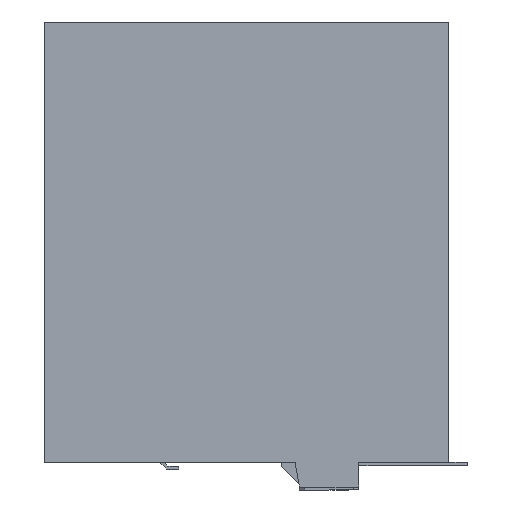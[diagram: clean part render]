
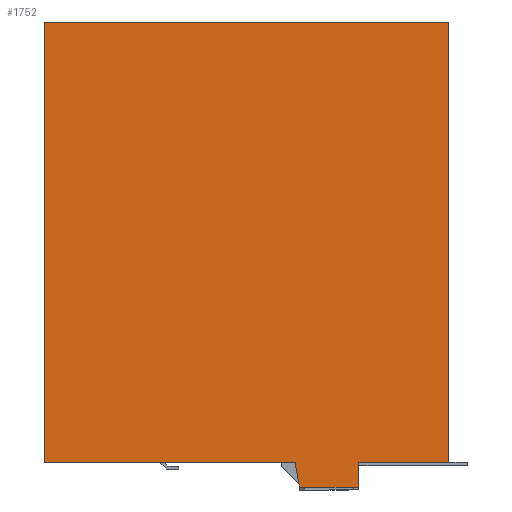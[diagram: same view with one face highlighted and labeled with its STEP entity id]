
A CAD part, left-side view. The second image highlights one B-rep face of the part: STEP entity #1752.
In plain terms, the highlighted planar face has unit normal (-1, 0, 0).
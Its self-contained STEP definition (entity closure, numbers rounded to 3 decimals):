
#16 = VECTOR ( 'NONE', #1910, 1000. ) ;
#34 = ORIENTED_EDGE ( 'NONE', *, *, #1625, .T. ) ;
#99 = ORIENTED_EDGE ( 'NONE', *, *, #1926, .T. ) ;
#125 = VERTEX_POINT ( 'NONE', #2794 ) ;
#199 = EDGE_LOOP ( 'NONE', ( #99, #1443, #2845, #5518, #5900, #34, #1875, #3130 ) ) ;
#216 = VERTEX_POINT ( 'NONE', #4401 ) ;
#250 = CARTESIAN_POINT ( 'NONE',  ( -22.5, -30.45, -66.658 ) ) ;
#260 = CARTESIAN_POINT ( 'NONE',  ( -22.5, -14.35, -66.658 ) ) ;
#678 = VERTEX_POINT ( 'NONE', #1076 ) ;
#736 = FACE_OUTER_BOUND ( 'NONE', #199, .T. ) ;
#927 = VECTOR ( 'NONE', #6799, 1000. ) ;
#937 = VERTEX_POINT ( 'NONE', #4464 ) ;
#976 = LINE ( 'NONE', #3693, #5697 ) ;
#1076 = CARTESIAN_POINT ( 'NONE',  ( -22.5, -55., 59.9 ) ) ;
#1083 = VECTOR ( 'NONE', #1324, 1000. ) ;
#1310 = DIRECTION ( 'NONE',  ( 0., -1., 0. ) ) ;
#1324 = DIRECTION ( 'NONE',  ( 0., -0.174, -0.985 ) ) ;
#1443 = ORIENTED_EDGE ( 'NONE', *, *, #5905, .T. ) ;
#1552 = DIRECTION ( 'NONE',  ( -1., 0., 0. ) ) ;
#1620 = CARTESIAN_POINT ( 'NONE',  ( -22.5, 0., 0. ) ) ;
#1625 = EDGE_CURVE ( 'NONE', #937, #4263, #976, .T. ) ;
#1752 = ADVANCED_FACE ( 'NONE', ( #736 ), #2689, .T. ) ;
#1808 = VECTOR ( 'NONE', #6780, 1000. ) ;
#1843 = CARTESIAN_POINT ( 'NONE',  ( -22.5, 55., -59.9 ) ) ;
#1875 = ORIENTED_EDGE ( 'NONE', *, *, #3566, .T. ) ;
#1910 = DIRECTION ( 'NONE',  ( 0., 0., 1. ) ) ;
#1926 = EDGE_CURVE ( 'NONE', #125, #3495, #4705, .T. ) ;
#2012 = LINE ( 'NONE', #250, #16 ) ;
#2470 = EDGE_CURVE ( 'NONE', #5739, #2512, #4779, .T. ) ;
#2512 = VERTEX_POINT ( 'NONE', #4896 ) ;
#2689 = PLANE ( 'NONE',  #3484 ) ;
#2783 = CARTESIAN_POINT ( 'NONE',  ( -22.5, -30.45, -59.9 ) ) ;
#2794 = CARTESIAN_POINT ( 'NONE',  ( -22.5, -14.35, -66.658 ) ) ;
#2845 = ORIENTED_EDGE ( 'NONE', *, *, #2470, .T. ) ;
#2901 = EDGE_CURVE ( 'NONE', #216, #125, #4271, .T. ) ;
#2935 = LINE ( 'NONE', #6788, #3439 ) ;
#3130 = ORIENTED_EDGE ( 'NONE', *, *, #2901, .T. ) ;
#3170 = LINE ( 'NONE', #4682, #927 ) ;
#3392 = VECTOR ( 'NONE', #5428, 1000. ) ;
#3414 = CARTESIAN_POINT ( 'NONE',  ( -22.5, -13.158, -59.9 ) ) ;
#3439 = VECTOR ( 'NONE', #5700, 1000. ) ;
#3484 = AXIS2_PLACEMENT_3D ( 'NONE', #1620, #1552, #4816 ) ;
#3495 = VERTEX_POINT ( 'NONE', #4593 ) ;
#3540 = CARTESIAN_POINT ( 'NONE',  ( -22.5, 55., -59.9 ) ) ;
#3566 = EDGE_CURVE ( 'NONE', #4263, #216, #5116, .T. ) ;
#3693 = CARTESIAN_POINT ( 'NONE',  ( -22.5, 55., 59.9 ) ) ;
#4263 = VERTEX_POINT ( 'NONE', #1843 ) ;
#4271 = LINE ( 'NONE', #3414, #1083 ) ;
#4401 = CARTESIAN_POINT ( 'NONE',  ( -22.5, -13.158, -59.9 ) ) ;
#4411 = CARTESIAN_POINT ( 'NONE',  ( -22.5, -30.45, -59.9 ) ) ;
#4464 = CARTESIAN_POINT ( 'NONE',  ( -22.5, 55., 59.9 ) ) ;
#4593 = CARTESIAN_POINT ( 'NONE',  ( -22.5, -30.45, -66.658 ) ) ;
#4682 = CARTESIAN_POINT ( 'NONE',  ( -22.5, -55., -59.9 ) ) ;
#4705 = LINE ( 'NONE', #260, #5691 ) ;
#4779 = LINE ( 'NONE', #4411, #3392 ) ;
#4816 = DIRECTION ( 'NONE',  ( 0., 0., 1. ) ) ;
#4896 = CARTESIAN_POINT ( 'NONE',  ( -22.5, -55., -59.9 ) ) ;
#5116 = LINE ( 'NONE', #3540, #1808 ) ;
#5400 = EDGE_CURVE ( 'NONE', #678, #937, #2935, .T. ) ;
#5428 = DIRECTION ( 'NONE',  ( 0., -1., 0. ) ) ;
#5518 = ORIENTED_EDGE ( 'NONE', *, *, #6134, .T. ) ;
#5691 = VECTOR ( 'NONE', #1310, 1000. ) ;
#5697 = VECTOR ( 'NONE', #5779, 1000. ) ;
#5700 = DIRECTION ( 'NONE',  ( 0., 1., 0. ) ) ;
#5739 = VERTEX_POINT ( 'NONE', #2783 ) ;
#5779 = DIRECTION ( 'NONE',  ( 0., 0., -1. ) ) ;
#5900 = ORIENTED_EDGE ( 'NONE', *, *, #5400, .T. ) ;
#5905 = EDGE_CURVE ( 'NONE', #3495, #5739, #2012, .T. ) ;
#6134 = EDGE_CURVE ( 'NONE', #2512, #678, #3170, .T. ) ;
#6780 = DIRECTION ( 'NONE',  ( 0., -1., 0. ) ) ;
#6788 = CARTESIAN_POINT ( 'NONE',  ( -22.5, -55., 59.9 ) ) ;
#6799 = DIRECTION ( 'NONE',  ( 0., 0., 1. ) ) ;
